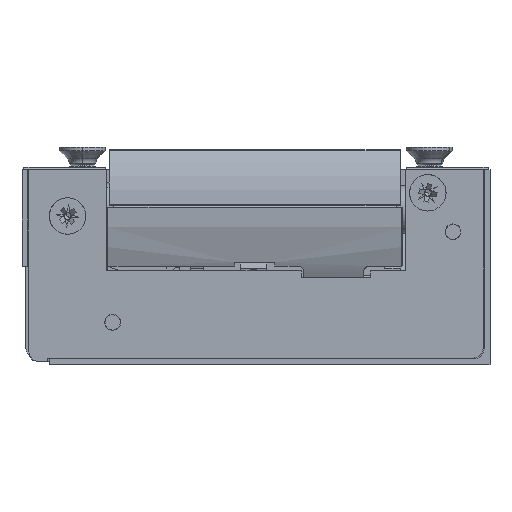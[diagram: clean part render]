
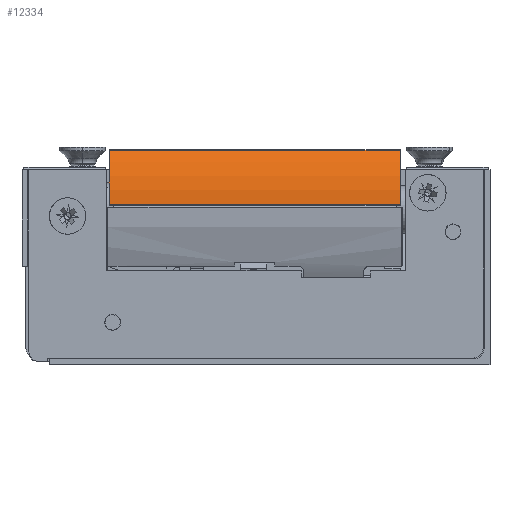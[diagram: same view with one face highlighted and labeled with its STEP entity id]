
A CAD part, left-side view. The second image highlights one B-rep face of the part: STEP entity #12334.
In plain terms, the highlighted cylindrical face has radius 13.7 mm (diameter 27.4 mm), a partial arc.
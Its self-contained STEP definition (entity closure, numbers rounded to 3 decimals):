
#927 = CARTESIAN_POINT ( 'NONE',  ( 22.35, 9.081, 11.138 ) ) ;
#1939 = AXIS2_PLACEMENT_3D ( 'NONE', #6113, #12886, #19436 ) ;
#2874 = LINE ( 'NONE', #30320, #15026 ) ;
#3020 = ORIENTED_EDGE ( 'NONE', *, *, #11135, .T. ) ;
#3407 = EDGE_CURVE ( 'NONE', #8739, #31715, #15621, .T. ) ;
#3414 = DIRECTION ( 'NONE',  ( 0., 0., -1. ) ) ;
#3665 = EDGE_LOOP ( 'NONE', ( #3020, #30395, #22590, #28799 ) ) ;
#5595 = DIRECTION ( 'NONE',  ( 1., 0., 0. ) ) ;
#6113 = CARTESIAN_POINT ( 'NONE',  ( -22., 0.7, 0.3 ) ) ;
#6747 = EDGE_CURVE ( 'NONE', #17228, #8739, #17871, .T. ) ;
#7243 = CARTESIAN_POINT ( 'NONE',  ( 22., 0.7, 0.3 ) ) ;
#8739 = VERTEX_POINT ( 'NONE', #16712 ) ;
#10938 = CIRCLE ( 'NONE', #18865, 13.7 ) ;
#11135 = EDGE_CURVE ( 'NONE', #11509, #17228, #10938, .T. ) ;
#11509 = VERTEX_POINT ( 'NONE', #21075 ) ;
#12334 = ADVANCED_FACE ( 'NONE', ( #24099 ), #20123, .T. ) ;
#12886 = DIRECTION ( 'NONE',  ( 1., 0., 0. ) ) ;
#15026 = VECTOR ( 'NONE', #5595, 1000. ) ;
#15139 = DIRECTION ( 'NONE',  ( -1., 0., 0. ) ) ;
#15621 = CIRCLE ( 'NONE', #1939, 13.7 ) ;
#16419 = CARTESIAN_POINT ( 'NONE',  ( -22., 0.792, 14. ) ) ;
#16712 = CARTESIAN_POINT ( 'NONE',  ( -22., 9.081, 11.138 ) ) ;
#17228 = VERTEX_POINT ( 'NONE', #40358 ) ;
#17871 = LINE ( 'NONE', #927, #24389 ) ;
#18865 = AXIS2_PLACEMENT_3D ( 'NONE', #7243, #34867, #37386 ) ;
#19436 = DIRECTION ( 'NONE',  ( 0., 0., -1. ) ) ;
#20123 = CYLINDRICAL_SURFACE ( 'NONE', #33376, 13.7 ) ;
#20560 = CARTESIAN_POINT ( 'NONE',  ( 22.35, 0.7, 0.3 ) ) ;
#21075 = CARTESIAN_POINT ( 'NONE',  ( 22., 0.792, 14. ) ) ;
#22590 = ORIENTED_EDGE ( 'NONE', *, *, #3407, .T. ) ;
#24099 = FACE_OUTER_BOUND ( 'NONE', #3665, .T. ) ;
#24389 = VECTOR ( 'NONE', #15139, 1000. ) ;
#28799 = ORIENTED_EDGE ( 'NONE', *, *, #28848, .T. ) ;
#28848 = EDGE_CURVE ( 'NONE', #31715, #11509, #2874, .T. ) ;
#30320 = CARTESIAN_POINT ( 'NONE',  ( 22.35, 0.792, 14. ) ) ;
#30395 = ORIENTED_EDGE ( 'NONE', *, *, #6747, .T. ) ;
#31715 = VERTEX_POINT ( 'NONE', #16419 ) ;
#33376 = AXIS2_PLACEMENT_3D ( 'NONE', #20560, #34197, #3414 ) ;
#34197 = DIRECTION ( 'NONE',  ( 1., 0., 0. ) ) ;
#34867 = DIRECTION ( 'NONE',  ( -1., 0., 0. ) ) ;
#37386 = DIRECTION ( 'NONE',  ( 0., 0., -1. ) ) ;
#40358 = CARTESIAN_POINT ( 'NONE',  ( 22., 9.081, 11.138 ) ) ;
